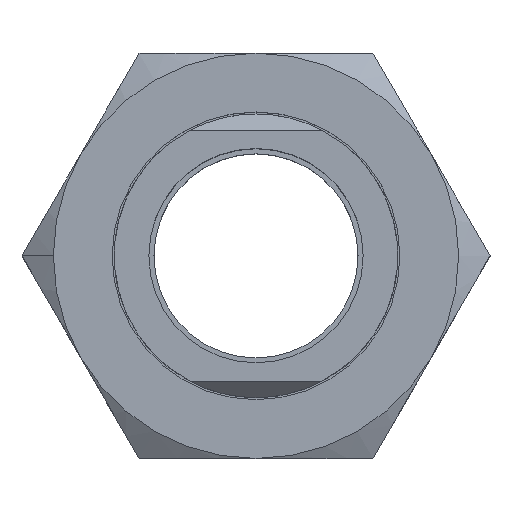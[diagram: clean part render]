
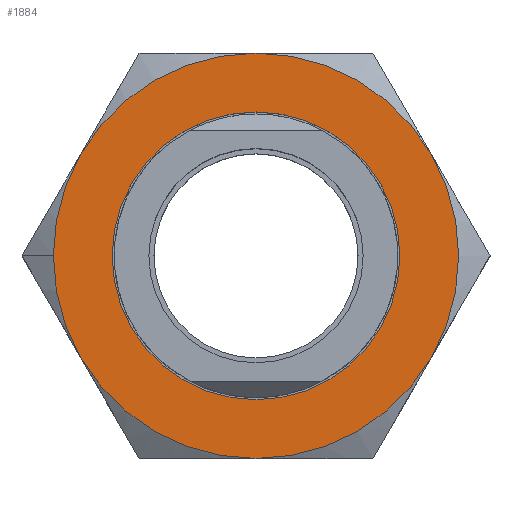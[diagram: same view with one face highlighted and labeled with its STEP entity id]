
A CAD part, top view. The second image highlights one B-rep face of the part: STEP entity #1884.
In plain terms, the highlighted planar face has unit normal (0, 0, 1).
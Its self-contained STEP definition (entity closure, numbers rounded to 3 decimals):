
#249 = CARTESIAN_POINT ( 'NONE',  ( 0., 0., 11.5 ) ) ;
#250 = DIRECTION ( 'NONE',  ( -1., 0., 0. ) ) ;
#251 = DIRECTION ( 'NONE',  ( 0., 0., -1. ) ) ;
#252 = AXIS2_PLACEMENT_3D ( 'NONE', #253, #251, #250 ) ;
#253 = CARTESIAN_POINT ( 'NONE',  ( 0., 25., 11.5 ) ) ;
#254 = PLANE ( 'NONE',  #252 ) ;
#255 = FACE_OUTER_BOUND ( 'NONE', #1799, .T. ) ;
#260 = FACE_BOUND ( 'NONE', #1886, .T. ) ;
#312 = DIRECTION ( 'NONE',  ( 1., 0., 0. ) ) ;
#313 = DIRECTION ( 'NONE',  ( 0., 0., 1. ) ) ;
#314 = AXIS2_PLACEMENT_3D ( 'NONE', #249, #313, #312 ) ;
#315 = CIRCLE ( 'NONE', #314, 17.75 ) ;
#1014 = EDGE_CURVE ( 'NONE', #1017, #1614, #1230, .T. ) ;
#1017 = VERTEX_POINT ( 'NONE', #1244 ) ;
#1103 = EDGE_CURVE ( 'NONE', #1610, #1017, #1419, .T. ) ;
#1113 = VERTEX_POINT ( 'NONE', #1337 ) ;
#1131 = EDGE_CURVE ( 'NONE', #1615, #1136, #1383, .T. ) ;
#1135 = EDGE_CURVE ( 'NONE', #1136, #1623, #1369, .T. ) ;
#1136 = VERTEX_POINT ( 'NONE', #1370 ) ;
#1225 = CARTESIAN_POINT ( 'NONE',  ( 0., 0., 11.5 ) ) ;
#1226 = AXIS2_PLACEMENT_3D ( 'NONE', #1225, #1236, #1235 ) ;
#1230 = CIRCLE ( 'NONE', #1226, 25. ) ;
#1235 = DIRECTION ( 'NONE',  ( 1., 0., 0. ) ) ;
#1236 = DIRECTION ( 'NONE',  ( 0., 0., 1. ) ) ;
#1244 = CARTESIAN_POINT ( 'NONE',  ( 0., -25., 11.5 ) ) ;
#1337 = CARTESIAN_POINT ( 'NONE',  ( -17.75, 0., 11.5 ) ) ;
#1365 = DIRECTION ( 'NONE',  ( 1., 0., 0. ) ) ;
#1366 = DIRECTION ( 'NONE',  ( 0., 0., 1. ) ) ;
#1368 = AXIS2_PLACEMENT_3D ( 'NONE', #1376, #1366, #1365 ) ;
#1369 = CIRCLE ( 'NONE', #1368, 25. ) ;
#1370 = CARTESIAN_POINT ( 'NONE',  ( -21.651, 12.5, 11.5 ) ) ;
#1376 = CARTESIAN_POINT ( 'NONE',  ( 0., 0., 11.5 ) ) ;
#1379 = DIRECTION ( 'NONE',  ( 1., 0., 0. ) ) ;
#1380 = DIRECTION ( 'NONE',  ( 0., 0., 1. ) ) ;
#1381 = CARTESIAN_POINT ( 'NONE',  ( 0., 0., 11.5 ) ) ;
#1382 = AXIS2_PLACEMENT_3D ( 'NONE', #1381, #1380, #1379 ) ;
#1383 = CIRCLE ( 'NONE', #1382, 25. ) ;
#1415 = DIRECTION ( 'NONE',  ( 1., 0., 0. ) ) ;
#1416 = DIRECTION ( 'NONE',  ( 0., 0., 1. ) ) ;
#1417 = CARTESIAN_POINT ( 'NONE',  ( 0., 0., 11.5 ) ) ;
#1418 = AXIS2_PLACEMENT_3D ( 'NONE', #1417, #1416, #1415 ) ;
#1419 = CIRCLE ( 'NONE', #1418, 25. ) ;
#1572 = DIRECTION ( 'NONE',  ( 1., 0., 0. ) ) ;
#1573 = DIRECTION ( 'NONE',  ( 0., 0., 1. ) ) ;
#1574 = CARTESIAN_POINT ( 'NONE',  ( 0., 0., 11.5 ) ) ;
#1575 = AXIS2_PLACEMENT_3D ( 'NONE', #1574, #1573, #1572 ) ;
#1576 = CIRCLE ( 'NONE', #1575, 17.75 ) ;
#1596 = EDGE_CURVE ( 'NONE', #1113, #1597, #1576, .T. ) ;
#1597 = VERTEX_POINT ( 'NONE', #2003 ) ;
#1610 = VERTEX_POINT ( 'NONE', #2058 ) ;
#1614 = VERTEX_POINT ( 'NONE', #2082 ) ;
#1615 = VERTEX_POINT ( 'NONE', #2081 ) ;
#1623 = VERTEX_POINT ( 'NONE', #2235 ) ;
#1625 = EDGE_CURVE ( 'NONE', #1623, #1610, #2222, .T. ) ;
#1632 = VERTEX_POINT ( 'NONE', #2302 ) ;
#1639 = EDGE_CURVE ( 'NONE', #1632, #1615, #1941, .T. ) ;
#1713 = EDGE_CURVE ( 'NONE', #1614, #1632, #2200, .T. ) ;
#1780 = ORIENTED_EDGE ( 'NONE', *, *, #1625, .T. ) ;
#1799 = EDGE_LOOP ( 'NONE', ( #1824, #1802, #1883, #1780, #1882, #1823, #1825 ) ) ;
#1802 = ORIENTED_EDGE ( 'NONE', *, *, #1131, .T. ) ;
#1803 = ORIENTED_EDGE ( 'NONE', *, *, #1596, .F. ) ;
#1823 = ORIENTED_EDGE ( 'NONE', *, *, #1014, .T. ) ;
#1824 = ORIENTED_EDGE ( 'NONE', *, *, #1639, .T. ) ;
#1825 = ORIENTED_EDGE ( 'NONE', *, *, #1713, .T. ) ;
#1882 = ORIENTED_EDGE ( 'NONE', *, *, #1103, .T. ) ;
#1883 = ORIENTED_EDGE ( 'NONE', *, *, #1135, .T. ) ;
#1884 = ADVANCED_FACE ( 'NONE', ( #260, #255 ), #254, .F. ) ;
#1885 = ORIENTED_EDGE ( 'NONE', *, *, #1887, .F. ) ;
#1886 = EDGE_LOOP ( 'NONE', ( #1885, #1803 ) ) ;
#1887 = EDGE_CURVE ( 'NONE', #1597, #1113, #315, .T. ) ;
#1931 = DIRECTION ( 'NONE',  ( 1., 0., 0. ) ) ;
#1932 = DIRECTION ( 'NONE',  ( 0., 0., 1. ) ) ;
#1941 = CIRCLE ( 'NONE', #1943, 25. ) ;
#1943 = AXIS2_PLACEMENT_3D ( 'NONE', #1944, #1932, #1931 ) ;
#1944 = CARTESIAN_POINT ( 'NONE',  ( 0., 0., 11.5 ) ) ;
#2003 = CARTESIAN_POINT ( 'NONE',  ( 17.75, 0., 11.5 ) ) ;
#2058 = CARTESIAN_POINT ( 'NONE',  ( -21.651, -12.5, 11.5 ) ) ;
#2081 = CARTESIAN_POINT ( 'NONE',  ( 0., 25., 11.5 ) ) ;
#2082 = CARTESIAN_POINT ( 'NONE',  ( 21.651, -12.5, 11.5 ) ) ;
#2118 = DIRECTION ( 'NONE',  ( 0., 0., 1. ) ) ;
#2131 = CARTESIAN_POINT ( 'NONE',  ( 0., 0., 11.5 ) ) ;
#2133 = AXIS2_PLACEMENT_3D ( 'NONE', #2131, #2118, #2153 ) ;
#2153 = DIRECTION ( 'NONE',  ( 1., 0., 0. ) ) ;
#2200 = CIRCLE ( 'NONE', #2133, 25. ) ;
#2218 = DIRECTION ( 'NONE',  ( 1., 0., 0. ) ) ;
#2219 = DIRECTION ( 'NONE',  ( 0., 0., 1. ) ) ;
#2220 = CARTESIAN_POINT ( 'NONE',  ( 0., 0., 11.5 ) ) ;
#2221 = AXIS2_PLACEMENT_3D ( 'NONE', #2220, #2219, #2218 ) ;
#2222 = CIRCLE ( 'NONE', #2221, 25. ) ;
#2235 = CARTESIAN_POINT ( 'NONE',  ( -25., 0., 11.5 ) ) ;
#2302 = CARTESIAN_POINT ( 'NONE',  ( 21.651, 12.5, 11.5 ) ) ;
